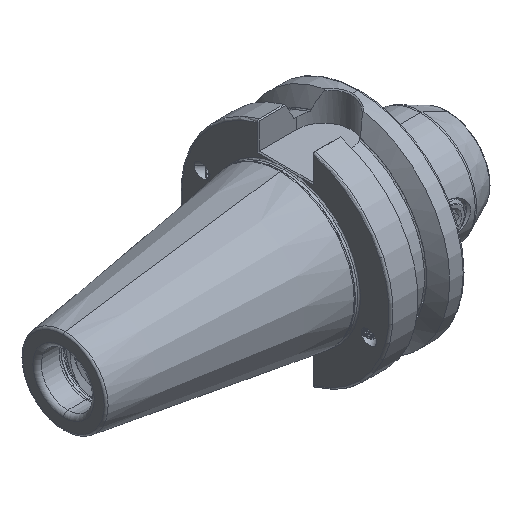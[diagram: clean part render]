
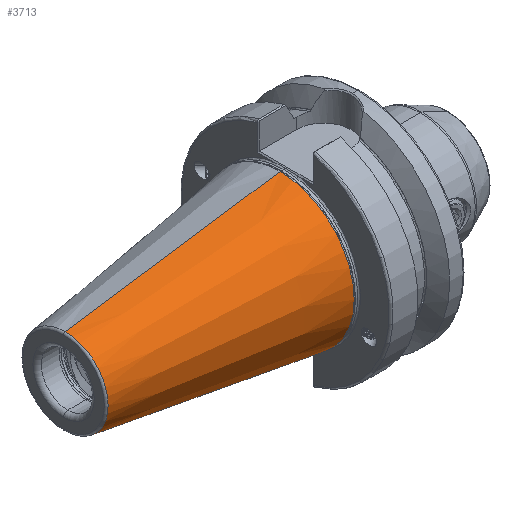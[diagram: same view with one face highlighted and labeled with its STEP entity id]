
A CAD part, isometric view. The second image highlights one B-rep face of the part: STEP entity #3713.
In plain terms, the highlighted conical face has half-angle 8.297 degrees and reference radius 34.998 mm.
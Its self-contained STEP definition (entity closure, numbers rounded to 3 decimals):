
#903 = FACE_OUTER_BOUND ( 'NONE', #1543, .T. ) ;
#932 = CONICAL_SURFACE ( 'NONE', #17001, 34.998, 0.145 ) ;
#1198 = ORIENTED_EDGE ( 'NONE', *, *, #13501, .F. ) ;
#1228 = ORIENTED_EDGE ( 'NONE', *, *, #13376, .T. ) ;
#1277 = ORIENTED_EDGE ( 'NONE', *, *, #13542, .T. ) ;
#1286 = ORIENTED_EDGE ( 'NONE', *, *, #13401, .F. ) ;
#1543 = EDGE_LOOP ( 'NONE', ( #1198, #1228, #1277, #1286 ) ) ;
#1668 = VERTEX_POINT ( 'NONE', #11046 ) ;
#1670 = VERTEX_POINT ( 'NONE', #10992 ) ;
#1712 = VERTEX_POINT ( 'NONE', #11041 ) ;
#1752 = VERTEX_POINT ( 'NONE', #11205 ) ;
#1925 = DIRECTION ( 'NONE',  ( 0., 0., -1. ) ) ;
#1951 = DIRECTION ( 'NONE',  ( 1., 0., 0. ) ) ;
#1972 = CARTESIAN_POINT ( 'NONE',  ( -2.5, 0., 0. ) ) ;
#3713 = ADVANCED_FACE ( 'NONE', ( #903 ), #932, .T. ) ;
#4578 = DIRECTION ( 'NONE',  ( 0.99, 0., 0.144 ) ) ;
#4585 = CARTESIAN_POINT ( 'NONE',  ( -2.5, 0., 34.998 ) ) ;
#4868 = DIRECTION ( 'NONE',  ( 0.99, 0., -0.144 ) ) ;
#4903 = CARTESIAN_POINT ( 'NONE',  ( -2.5, 0., -34.998 ) ) ;
#8163 = DIRECTION ( 'NONE',  ( 1., 0., 0. ) ) ;
#8164 = DIRECTION ( 'NONE',  ( 0., 0., -1. ) ) ;
#8166 = CARTESIAN_POINT ( 'NONE',  ( -103.944, 0., 0. ) ) ;
#8405 = CARTESIAN_POINT ( 'NONE',  ( -2.5, 0., 0. ) ) ;
#8407 = DIRECTION ( 'NONE',  ( 1., 0., 0. ) ) ;
#8425 = DIRECTION ( 'NONE',  ( 0., 0., -1. ) ) ;
#10992 = CARTESIAN_POINT ( 'NONE',  ( -103.944, 0., 20.204 ) ) ;
#11041 = CARTESIAN_POINT ( 'NONE',  ( -103.944, 0., -20.204 ) ) ;
#11046 = CARTESIAN_POINT ( 'NONE',  ( -2.5, 0., -34.998 ) ) ;
#11205 = CARTESIAN_POINT ( 'NONE',  ( -2.5, 0., 34.998 ) ) ;
#12343 = CIRCLE ( 'NONE', #16944, 20.204 ) ;
#12387 = CIRCLE ( 'NONE', #16927, 34.998 ) ;
#12609 = VECTOR ( 'NONE', #4578, 1000. ) ;
#12691 = LINE ( 'NONE', #4585, #12609 ) ;
#12775 = LINE ( 'NONE', #4903, #12797 ) ;
#12797 = VECTOR ( 'NONE', #4868, 1000. ) ;
#13376 = EDGE_CURVE ( 'NONE', #1670, #1712, #12343, .T. ) ;
#13401 = EDGE_CURVE ( 'NONE', #1752, #1668, #12387, .T. ) ;
#13501 = EDGE_CURVE ( 'NONE', #1670, #1752, #12691, .T. ) ;
#13542 = EDGE_CURVE ( 'NONE', #1712, #1668, #12775, .T. ) ;
#16927 = AXIS2_PLACEMENT_3D ( 'NONE', #8405, #8407, #8425 ) ;
#16944 = AXIS2_PLACEMENT_3D ( 'NONE', #8166, #8163, #8164 ) ;
#17001 = AXIS2_PLACEMENT_3D ( 'NONE', #1972, #1951, #1925 ) ;
